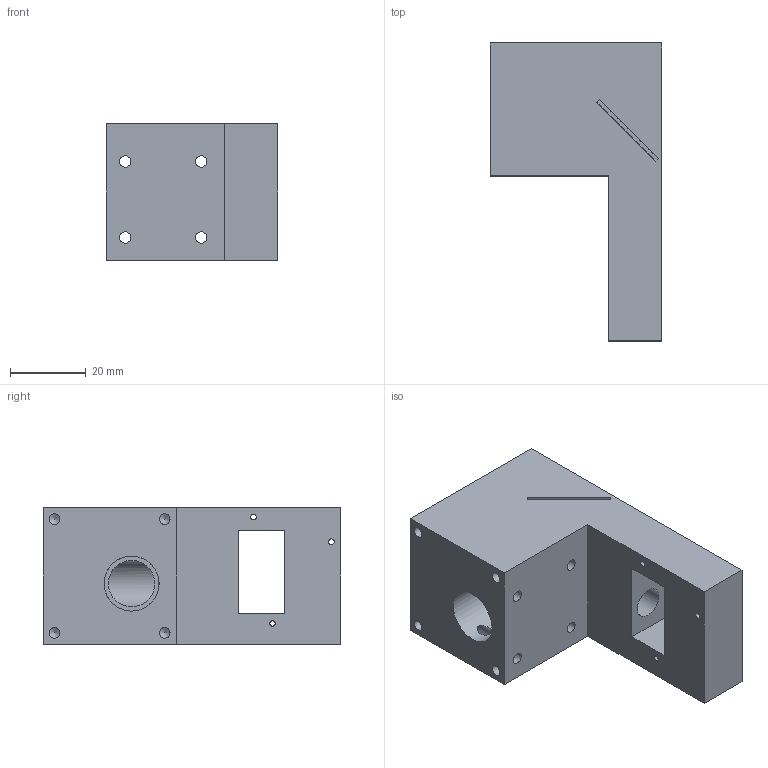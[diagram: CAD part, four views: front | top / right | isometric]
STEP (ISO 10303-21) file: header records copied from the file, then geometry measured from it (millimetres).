
FILE_DESCRIPTION(/* description */ (''),/* implementation_level */ '2;1');
FILE_NAME(/* name */ 'TIRFImager_Laserbase_v3.stp',/* time_stamp */ '2024-06-27T15:55:44+02:00',/* author */ ('diederichbenedict'),/* organization */ (''),/* preprocessor_version */ 'ST-DEVELOPER v20',/* originating_system */ 'Autodesk Inventor 2024',/* authorisation */ '');
FILE_SCHEMA (('AUTOMOTIVE_DESIGN { 1 0 10303 214 3 1 1 }'));
Length unit declared in the file: millimetre
Products named in the file (1): TIRFImager_Laserbase_v3
Bounding box: 45.2 x 78.38 x 36 mm (x, y, z)
Volume: 58374.7 mm3; surface area: 20715.8 mm2
Topology: 1 solids, 1 shells, 53 faces, 172 edges, 114 vertices
Faces by surface type: cylinder 23, plane 22, cone 8
Full cylindrical faces by diameter (mm): 1.5 x3, 2.8 x8, 3 x4, 6.5 x4, 8 x1, 12.2 x1, 14.5 x1
Entity records: 2317 total; most frequent: CARTESIAN_POINT 689, ORIENTED_EDGE 328, DIRECTION 310, EDGE_CURVE 164, VERTEX_POINT 114, AXIS2_PLACEMENT_3D 111, EDGE_LOOP 98, LINE 88
